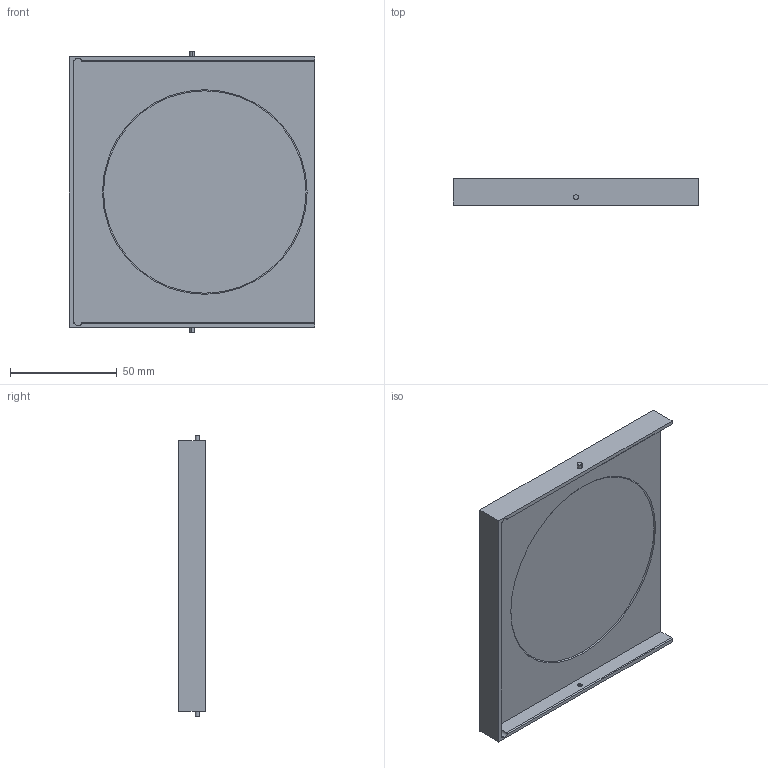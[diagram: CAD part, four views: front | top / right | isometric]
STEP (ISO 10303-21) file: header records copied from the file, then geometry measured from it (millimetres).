
FILE_DESCRIPTION (( 'STEP AP214' ), '1' );
FILE_NAME ('SK-9180 QED95.STEP', '2011-06-08T13:32:33', ( 'Ronald Vander Haeghe' ), ( 'Gentec-Electro-Optique Inc.' ), 'SwSTEP 2.0', 'SolidWorks 2008', '' );
FILE_SCHEMA (( 'AUTOMOTIVE_DESIGN' ));
Length unit declared in the file: millimetre
Products named in the file (1): SK-9180 QED95
Bounding box: 115 x 12.5 x 131.53 mm (x, y, z)
Surface area: 40541.8 mm2 (no closed solid volume)
Topology: 0 solids, 4 shells, 43 faces, 96 edges, 62 vertices
Faces by surface type: plane 22, cylinder 17, cone 4
Entity records: 1688 total; most frequent: DIRECTION 218, CARTESIAN_POINT 214, ORIENTED_EDGE 192, EDGE_CURVE 96, AXIS2_PLACEMENT_3D 82, VERTEX_POINT 62, VECTOR 54, LINE 54
